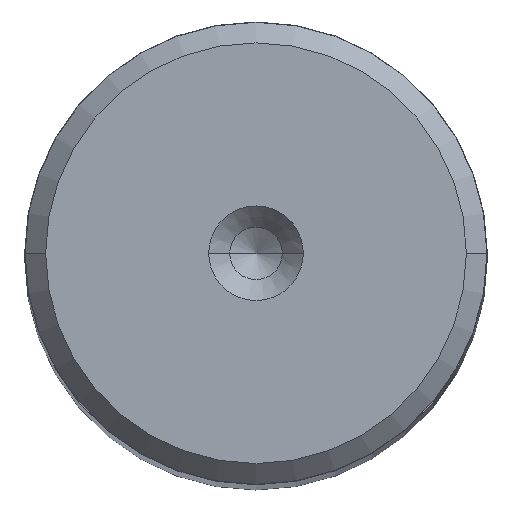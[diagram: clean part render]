
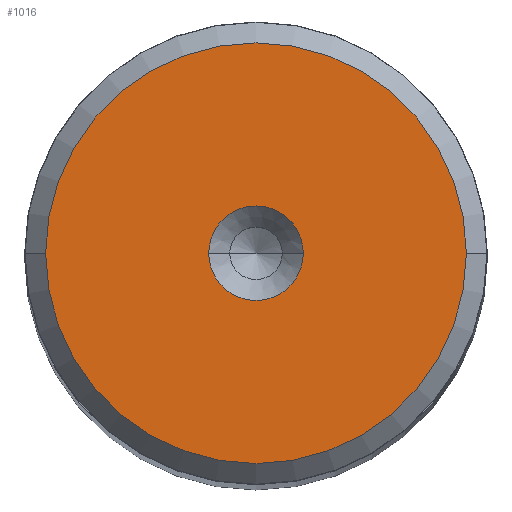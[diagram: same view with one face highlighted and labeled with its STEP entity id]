
A CAD part, top view. The second image highlights one B-rep face of the part: STEP entity #1016.
In plain terms, the highlighted planar face has unit normal (0, 0, 1).
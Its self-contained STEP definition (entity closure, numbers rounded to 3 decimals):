
#1 = CARTESIAN_POINT ( 'NONE',  ( -2.25, 0., 150. ) ) ;
#37 = DIRECTION ( 'NONE',  ( 1., 0., 0. ) ) ;
#52 = VERTEX_POINT ( 'NONE', #805 ) ;
#81 = DIRECTION ( 'NONE',  ( 1., 0., 0. ) ) ;
#153 = AXIS2_PLACEMENT_3D ( 'NONE', #1980, #883, #1956 ) ;
#263 = AXIS2_PLACEMENT_3D ( 'NONE', #1818, #356, #1651 ) ;
#299 = AXIS2_PLACEMENT_3D ( 'NONE', #756, #1160, #37 ) ;
#308 = ORIENTED_EDGE ( 'NONE', *, *, #1935, .T. ) ;
#356 = DIRECTION ( 'NONE',  ( 0., 0., 1. ) ) ;
#553 = CARTESIAN_POINT ( 'NONE',  ( 0., 0., 150. ) ) ;
#558 = ORIENTED_EDGE ( 'NONE', *, *, #1898, .T. ) ;
#588 = CARTESIAN_POINT ( 'NONE',  ( 0., 0., 150. ) ) ;
#657 = EDGE_LOOP ( 'NONE', ( #558, #308 ) ) ;
#671 = FACE_OUTER_BOUND ( 'NONE', #657, .T. ) ;
#749 = VERTEX_POINT ( 'NONE', #1434 ) ;
#756 = CARTESIAN_POINT ( 'NONE',  ( 0., 0., 150. ) ) ;
#805 = CARTESIAN_POINT ( 'NONE',  ( 2.25, 0., 150. ) ) ;
#813 = FACE_BOUND ( 'NONE', #1343, .T. ) ;
#858 = CARTESIAN_POINT ( 'NONE',  ( -10.009, 0., 150. ) ) ;
#883 = DIRECTION ( 'NONE',  ( 0., 0., 1. ) ) ;
#916 = CIRCLE ( 'NONE', #299, 2.25 ) ;
#920 = EDGE_CURVE ( 'NONE', #1191, #52, #1098, .T. ) ;
#1016 = ADVANCED_FACE ( 'NONE', ( #813, #671 ), #1606, .T. ) ;
#1098 = CIRCLE ( 'NONE', #1598, 2.25 ) ;
#1150 = CIRCLE ( 'NONE', #263, 10.009 ) ;
#1160 = DIRECTION ( 'NONE',  ( 0., 0., 1. ) ) ;
#1191 = VERTEX_POINT ( 'NONE', #1 ) ;
#1343 = EDGE_LOOP ( 'NONE', ( #1753, #1613 ) ) ;
#1434 = CARTESIAN_POINT ( 'NONE',  ( 10.009, 0., 150. ) ) ;
#1483 = VERTEX_POINT ( 'NONE', #858 ) ;
#1598 = AXIS2_PLACEMENT_3D ( 'NONE', #588, #1699, #81 ) ;
#1606 = PLANE ( 'NONE',  #153 ) ;
#1613 = ORIENTED_EDGE ( 'NONE', *, *, #920, .F. ) ;
#1628 = AXIS2_PLACEMENT_3D ( 'NONE', #553, #1833, #2025 ) ;
#1651 = DIRECTION ( 'NONE',  ( 1., 0., 0. ) ) ;
#1699 = DIRECTION ( 'NONE',  ( 0., 0., 1. ) ) ;
#1753 = ORIENTED_EDGE ( 'NONE', *, *, #2141, .F. ) ;
#1818 = CARTESIAN_POINT ( 'NONE',  ( 0., 0., 150. ) ) ;
#1833 = DIRECTION ( 'NONE',  ( 0., 0., 1. ) ) ;
#1898 = EDGE_CURVE ( 'NONE', #1483, #749, #1150, .T. ) ;
#1935 = EDGE_CURVE ( 'NONE', #749, #1483, #2068, .T. ) ;
#1956 = DIRECTION ( 'NONE',  ( 1., 0., 0. ) ) ;
#1980 = CARTESIAN_POINT ( 'NONE',  ( 0., 0., 150. ) ) ;
#2025 = DIRECTION ( 'NONE',  ( 1., 0., 0. ) ) ;
#2068 = CIRCLE ( 'NONE', #1628, 10.009 ) ;
#2141 = EDGE_CURVE ( 'NONE', #52, #1191, #916, .T. ) ;
